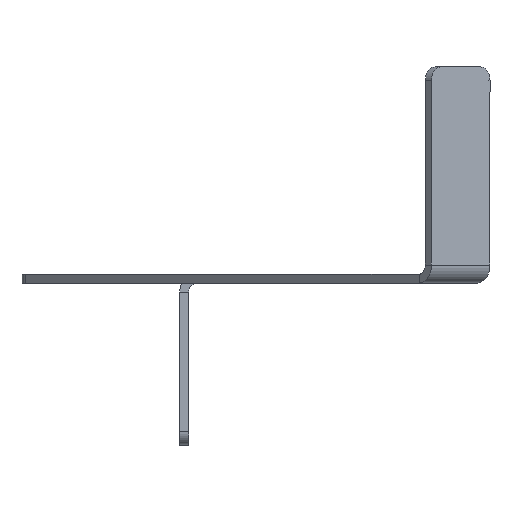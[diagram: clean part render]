
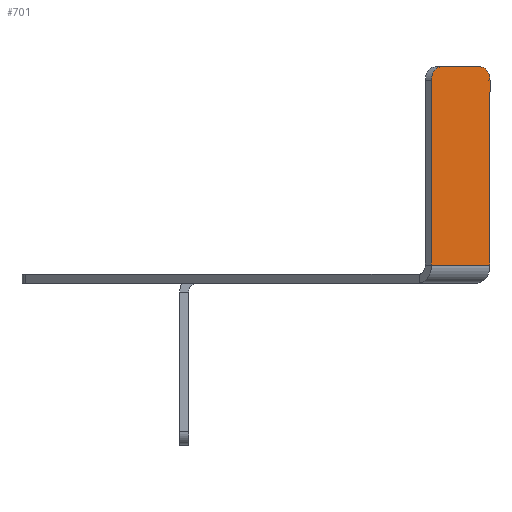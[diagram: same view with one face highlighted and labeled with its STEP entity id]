
A CAD part, left-side view. The second image highlights one B-rep face of the part: STEP entity #701.
In plain terms, the highlighted planar face has unit normal (-0.722, -0.692, 0).
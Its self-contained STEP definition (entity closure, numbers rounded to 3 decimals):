
#4 = VECTOR ( 'NONE', #702, 1000. ) ;
#140 = DIRECTION ( 'NONE',  ( 0., 0., 1. ) ) ;
#174 = EDGE_CURVE ( 'NONE', #1533, #840, #938, .T. ) ;
#248 = VERTEX_POINT ( 'NONE', #2034 ) ;
#272 = VECTOR ( 'NONE', #1973, 1000. ) ;
#335 = LINE ( 'NONE', #1918, #383 ) ;
#383 = VECTOR ( 'NONE', #1585, 1000. ) ;
#433 = VECTOR ( 'NONE', #140, 1000. ) ;
#440 = CARTESIAN_POINT ( 'NONE',  ( -44.525, -27.037, 22.5 ) ) ;
#458 = AXIS2_PLACEMENT_3D ( 'NONE', #1458, #1605, #1770 ) ;
#669 = CARTESIAN_POINT ( 'NONE',  ( -36.703, -35.193, 2. ) ) ;
#692 = CARTESIAN_POINT ( 'NONE',  ( -45.563, -25.954, 22.5 ) ) ;
#701 = ADVANCED_FACE ( 'NONE', ( #1937 ), #962, .F. ) ;
#702 = DIRECTION ( 'NONE',  ( -0.692, 0.722, 0. ) ) ;
#840 = VERTEX_POINT ( 'NONE', #692 ) ;
#883 = ORIENTED_EDGE ( 'NONE', *, *, #955, .F. ) ;
#938 = LINE ( 'NONE', #1431, #433 ) ;
#954 = EDGE_CURVE ( 'NONE', #248, #1533, #1625, .T. ) ;
#955 = EDGE_CURVE ( 'NONE', #1932, #248, #1637, .T. ) ;
#962 = PLANE ( 'NONE',  #458 ) ;
#999 = CARTESIAN_POINT ( 'NONE',  ( -40.372, -31.367, 22.5 ) ) ;
#1057 = VERTEX_POINT ( 'NONE', #1419 ) ;
#1130 = CARTESIAN_POINT ( 'NONE',  ( -44.525, -27.037, 24. ) ) ;
#1167 = VERTEX_POINT ( 'NONE', #1130 ) ;
#1211 = CIRCLE ( 'NONE', #1819, 1.5 ) ;
#1222 = ORIENTED_EDGE ( 'NONE', *, *, #1457, .T. ) ;
#1277 = DIRECTION ( 'NONE',  ( -0.722, -0.692, 0. ) ) ;
#1327 = CARTESIAN_POINT ( 'NONE',  ( -39.334, -32.45, 24. ) ) ;
#1378 = DIRECTION ( 'NONE',  ( -0.722, -0.692, 0. ) ) ;
#1379 = AXIS2_PLACEMENT_3D ( 'NONE', #999, #1277, #1910 ) ;
#1419 = CARTESIAN_POINT ( 'NONE',  ( -40.372, -31.367, 24. ) ) ;
#1431 = CARTESIAN_POINT ( 'NONE',  ( -45.563, -25.954, 1. ) ) ;
#1457 = EDGE_CURVE ( 'NONE', #1167, #840, #1211, .T. ) ;
#1458 = CARTESIAN_POINT ( 'NONE',  ( -36.703, -35.193, 0. ) ) ;
#1518 = ORIENTED_EDGE ( 'NONE', *, *, #1957, .F. ) ;
#1533 = VERTEX_POINT ( 'NONE', #1711 ) ;
#1585 = DIRECTION ( 'NONE',  ( 0.692, -0.722, 0. ) ) ;
#1605 = DIRECTION ( 'NONE',  ( 0.722, 0.692, 0. ) ) ;
#1625 = LINE ( 'NONE', #669, #4 ) ;
#1637 = LINE ( 'NONE', #1327, #272 ) ;
#1647 = EDGE_CURVE ( 'NONE', #1932, #1057, #1884, .T. ) ;
#1685 = ORIENTED_EDGE ( 'NONE', *, *, #1647, .T. ) ;
#1711 = CARTESIAN_POINT ( 'NONE',  ( -45.563, -25.954, 2. ) ) ;
#1770 = DIRECTION ( 'NONE',  ( -0.692, 0.722, 0. ) ) ;
#1794 = EDGE_LOOP ( 'NONE', ( #883, #1685, #1518, #1222, #1960, #1931 ) ) ;
#1819 = AXIS2_PLACEMENT_3D ( 'NONE', #440, #1378, #2029 ) ;
#1884 = CIRCLE ( 'NONE', #1379, 1.5 ) ;
#1907 = CARTESIAN_POINT ( 'NONE',  ( -39.334, -32.45, 22.5 ) ) ;
#1910 = DIRECTION ( 'NONE',  ( -0.692, 0.722, 0. ) ) ;
#1918 = CARTESIAN_POINT ( 'NONE',  ( -45.563, -25.954, 24. ) ) ;
#1931 = ORIENTED_EDGE ( 'NONE', *, *, #954, .F. ) ;
#1932 = VERTEX_POINT ( 'NONE', #1907 ) ;
#1937 = FACE_OUTER_BOUND ( 'NONE', #1794, .T. ) ;
#1957 = EDGE_CURVE ( 'NONE', #1167, #1057, #335, .T. ) ;
#1960 = ORIENTED_EDGE ( 'NONE', *, *, #174, .F. ) ;
#1973 = DIRECTION ( 'NONE',  ( 0., 0., -1. ) ) ;
#2029 = DIRECTION ( 'NONE',  ( -0.692, 0.722, 0. ) ) ;
#2034 = CARTESIAN_POINT ( 'NONE',  ( -39.334, -32.45, 2. ) ) ;
